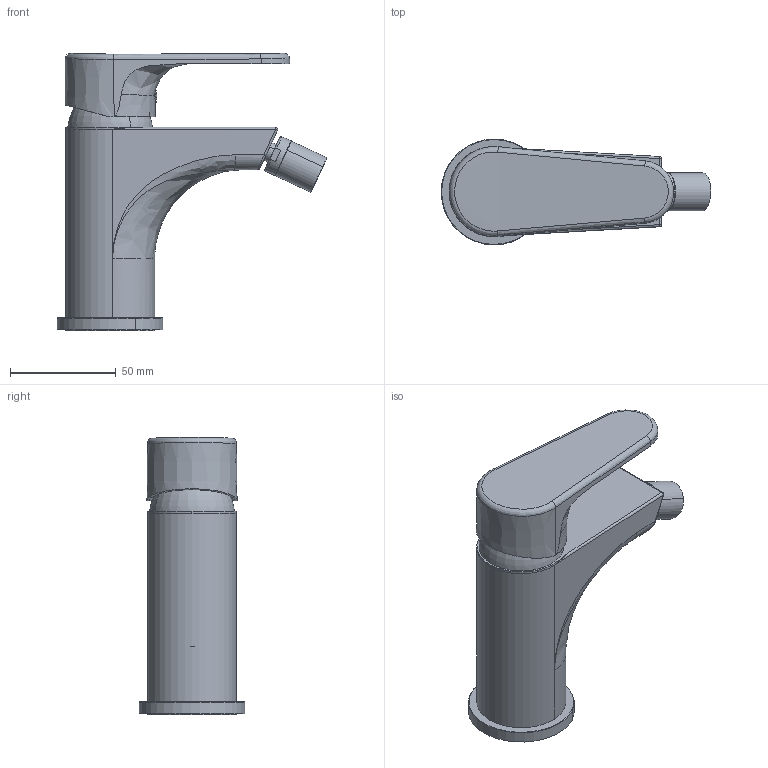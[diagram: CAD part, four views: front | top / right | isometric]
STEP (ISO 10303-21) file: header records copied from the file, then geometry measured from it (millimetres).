
FILE_DESCRIPTION(('CATIA V5 STEP Exchange','CAx-IF Rec.Pracs.--- Model Styling and Organization---1.5--- 2016-08-15','CAx-IF Rec.Pracs.---Supplemental Geometry---1.0---2011-11-01','CAx-IF Rec.Pracs.--- Composite Materials ---3.4---2017-06-13','CAx-IF Rec.Pracs.---Tessellated 3D Geometry---1.0---2015-12-17'),'2;1');
FILE_NAME('A370056.stp','2026-02-05T14:22:34+00:00',('none'),('none'),'CATIA Version 5-6 Release 2020 SP3','CATIA V5 STEP AP242 v2','none');
FILE_SCHEMA(('AP242_MANAGED_MODEL_BASED_3D_ENGINEERING_MIM_LF {1 0 10303 442 1 1 4}'));
Length unit declared in the file: millimetre
Products named in the file (1): AH500560
Bounding box: 127.36 x 49.99 x 130.91 mm (x, y, z)
Volume: 263181.5 mm3; surface area: 125918.8 mm2
Topology: 24 solids, 24 shells, 1240 faces, 2982 edges, 1814 vertices
Faces by surface type: cylinder 456, plane 348, cone 141, bspline 131, torus 130, sphere 16, extrusion 10, revolution 8
Entity records: 49761 total; most frequent: CARTESIAN_POINT 24489, ORIENTED_EDGE 5900, DIRECTION 3682, EDGE_CURVE 2950, AXIS2_PLACEMENT_3D 1962, VERTEX_POINT 1806, EDGE_LOOP 1328, ADVANCED_FACE 1240
